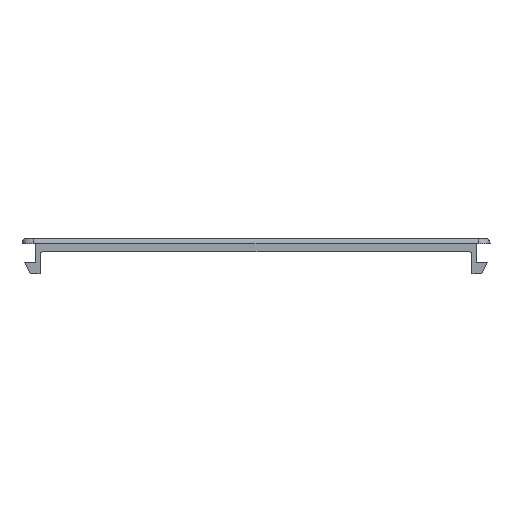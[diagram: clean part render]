
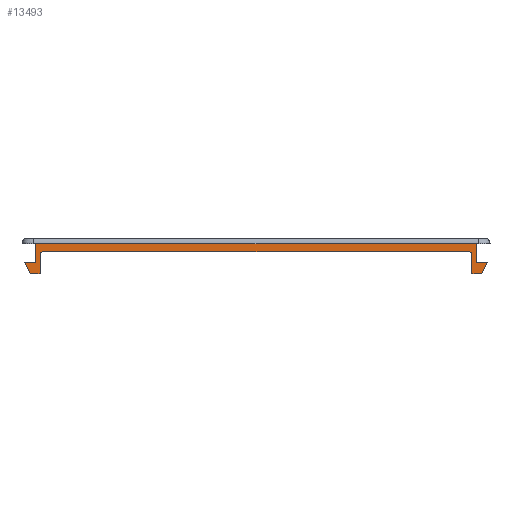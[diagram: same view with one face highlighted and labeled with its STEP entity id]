
A CAD part, left-side view. The second image highlights one B-rep face of the part: STEP entity #13493.
In plain terms, the highlighted planar face has unit normal (-1, 0, 0).
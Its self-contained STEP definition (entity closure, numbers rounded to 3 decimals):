
#567=PLANE('',#14377);
#1179=LINE('',#18165,#2846);
#1426=LINE('',#18963,#3093);
#1427=LINE('',#18965,#3094);
#1428=LINE('',#18967,#3095);
#1429=LINE('',#18969,#3096);
#1430=LINE('',#18971,#3097);
#1431=LINE('',#18975,#3098);
#1432=LINE('',#18979,#3099);
#1433=LINE('',#18981,#3100);
#1434=LINE('',#18983,#3101);
#1435=LINE('',#18985,#3102);
#1436=LINE('',#18986,#3103);
#2846=VECTOR('',#15078,10.);
#3093=VECTOR('',#15375,10.);
#3094=VECTOR('',#15376,10.);
#3095=VECTOR('',#15377,10.);
#3096=VECTOR('',#15378,10.);
#3097=VECTOR('',#15379,10.);
#3098=VECTOR('',#15382,10.);
#3099=VECTOR('',#15385,10.);
#3100=VECTOR('',#15386,10.);
#3101=VECTOR('',#15387,10.);
#3102=VECTOR('',#15388,10.);
#3103=VECTOR('',#15389,10.);
#4539=FACE_OUTER_BOUND('',#5353,.T.);
#5353=EDGE_LOOP('',(#9876,#9877,#9878,#9879,#9880,#9881,#9882,#9883,#9884,
#9885,#9886,#9887,#9888,#9889));
#6180=CIRCLE('',#14378,0.5);
#6181=CIRCLE('',#14379,0.5);
#6219=VERTEX_POINT('',#18162);
#6220=VERTEX_POINT('',#18164);
#6537=VERTEX_POINT('',#18962);
#6538=VERTEX_POINT('',#18964);
#6539=VERTEX_POINT('',#18966);
#6540=VERTEX_POINT('',#18968);
#6541=VERTEX_POINT('',#18970);
#6542=VERTEX_POINT('',#18972);
#6543=VERTEX_POINT('',#18974);
#6544=VERTEX_POINT('',#18976);
#6545=VERTEX_POINT('',#18978);
#6546=VERTEX_POINT('',#18980);
#6547=VERTEX_POINT('',#18982);
#6548=VERTEX_POINT('',#18984);
#7549=EDGE_CURVE('',#6219,#6220,#1179,.T.);
#7869=EDGE_CURVE('',#6219,#6537,#1426,.T.);
#7870=EDGE_CURVE('',#6537,#6538,#1427,.T.);
#7871=EDGE_CURVE('',#6538,#6539,#1428,.T.);
#7872=EDGE_CURVE('',#6540,#6539,#1429,.T.);
#7873=EDGE_CURVE('',#6541,#6540,#1430,.T.);
#7874=EDGE_CURVE('',#6542,#6541,#6180,.T.);
#7875=EDGE_CURVE('',#6542,#6543,#1431,.T.);
#7876=EDGE_CURVE('',#6544,#6543,#6181,.T.);
#7877=EDGE_CURVE('',#6544,#6545,#1432,.T.);
#7878=EDGE_CURVE('',#6545,#6546,#1433,.T.);
#7879=EDGE_CURVE('',#6546,#6547,#1434,.T.);
#7880=EDGE_CURVE('',#6547,#6548,#1435,.T.);
#7881=EDGE_CURVE('',#6548,#6220,#1436,.T.);
#9876=ORIENTED_EDGE('',*,*,#7549,.F.);
#9877=ORIENTED_EDGE('',*,*,#7869,.T.);
#9878=ORIENTED_EDGE('',*,*,#7870,.T.);
#9879=ORIENTED_EDGE('',*,*,#7871,.T.);
#9880=ORIENTED_EDGE('',*,*,#7872,.F.);
#9881=ORIENTED_EDGE('',*,*,#7873,.F.);
#9882=ORIENTED_EDGE('',*,*,#7874,.F.);
#9883=ORIENTED_EDGE('',*,*,#7875,.T.);
#9884=ORIENTED_EDGE('',*,*,#7876,.F.);
#9885=ORIENTED_EDGE('',*,*,#7877,.T.);
#9886=ORIENTED_EDGE('',*,*,#7878,.T.);
#9887=ORIENTED_EDGE('',*,*,#7879,.T.);
#9888=ORIENTED_EDGE('',*,*,#7880,.T.);
#9889=ORIENTED_EDGE('',*,*,#7881,.T.);
#13493=ADVANCED_FACE('',(#4539),#567,.T.);
#14377=AXIS2_PLACEMENT_3D('',#18961,#15373,#15374);
#14378=AXIS2_PLACEMENT_3D('',#18973,#15380,#15381);
#14379=AXIS2_PLACEMENT_3D('',#18977,#15383,#15384);
#15078=DIRECTION('',(0.,-1.,0.));
#15373=DIRECTION('center_axis',(-1.,0.,0.));
#15374=DIRECTION('ref_axis',(0.,-1.,0.));
#15375=DIRECTION('',(0.,0.,-1.));
#15376=DIRECTION('',(0.,1.,0.));
#15377=DIRECTION('',(0.,-0.447,-0.894));
#15378=DIRECTION('',(0.,1.,0.));
#15379=DIRECTION('',(0.,0.,-1.));
#15380=DIRECTION('center_axis',(-1.,0.,0.));
#15381=DIRECTION('ref_axis',(0.,0.707,0.707));
#15382=DIRECTION('',(0.,-1.,0.));
#15383=DIRECTION('center_axis',(-1.,0.,0.));
#15384=DIRECTION('ref_axis',(0.,-0.707,0.707));
#15385=DIRECTION('',(0.,0.,-1.));
#15386=DIRECTION('',(0.,-1.,0.));
#15387=DIRECTION('',(0.,-0.447,0.894));
#15388=DIRECTION('',(0.,1.,0.));
#15389=DIRECTION('',(0.,0.,1.));
#18162=CARTESIAN_POINT('',(76.,85.,1.5));
#18164=CARTESIAN_POINT('',(76.,5.,1.5));
#18165=CARTESIAN_POINT('',(76.,60.,1.5));
#18961=CARTESIAN_POINT('Origin',(76.,85.,0.));
#18962=CARTESIAN_POINT('',(76.,85.,-2.));
#18963=CARTESIAN_POINT('',(76.,85.,0.));
#18964=CARTESIAN_POINT('',(76.,87.,-2.));
#18965=CARTESIAN_POINT('',(76.,85.,-2.));
#18966=CARTESIAN_POINT('',(76.,86.,-4.));
#18967=CARTESIAN_POINT('',(76.,87.,-2.));
#18968=CARTESIAN_POINT('',(76.,84.2,-4.));
#18969=CARTESIAN_POINT('',(76.,5.,-4.));
#18970=CARTESIAN_POINT('',(76.,84.2,-0.5));
#18971=CARTESIAN_POINT('',(76.,84.2,0.));
#18972=CARTESIAN_POINT('',(76.,83.7,0.));
#18973=CARTESIAN_POINT('Origin',(76.,83.7,-0.5));
#18974=CARTESIAN_POINT('',(76.,6.3,0.));
#18975=CARTESIAN_POINT('',(76.,85.,0.));
#18976=CARTESIAN_POINT('',(76.,5.8,-0.5));
#18977=CARTESIAN_POINT('Origin',(76.,6.3,-0.5));
#18978=CARTESIAN_POINT('',(76.,5.8,-4.));
#18979=CARTESIAN_POINT('',(76.,5.8,0.));
#18980=CARTESIAN_POINT('',(76.,4.,-4.));
#18981=CARTESIAN_POINT('',(76.,5.,-4.));
#18982=CARTESIAN_POINT('',(76.,3.,-2.));
#18983=CARTESIAN_POINT('',(76.,4.,-4.));
#18984=CARTESIAN_POINT('',(76.,5.,-2.));
#18985=CARTESIAN_POINT('',(76.,3.,-2.));
#18986=CARTESIAN_POINT('',(76.,5.,0.));
